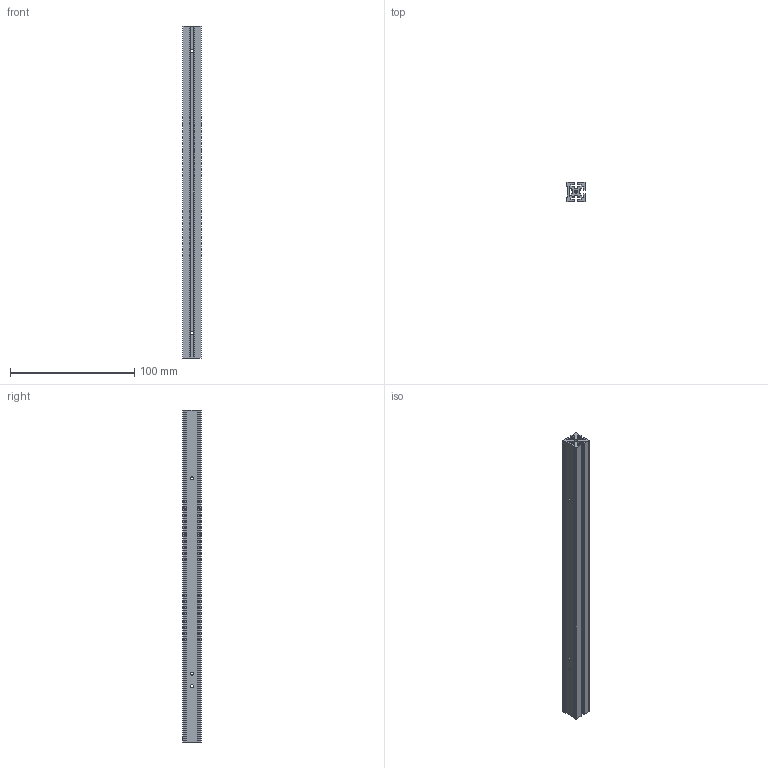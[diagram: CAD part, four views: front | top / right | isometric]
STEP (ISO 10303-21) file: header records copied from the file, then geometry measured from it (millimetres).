
FILE_DESCRIPTION (( 'STEP AP214' ), '1' );
FILE_NAME ('JXHMP4602-03023-a 菁綴筵褽.step', '2025-02-07T09:21:08', ( 'Windows User' ), ( 'P R C' ), 'SwSTEP 2.0', 'SolidWorks 2020', '' );
FILE_SCHEMA (( 'AUTOMOTIVE_DESIGN' ));
Length unit declared in the file: millimetre
Products named in the file (1): JXHMP4602-03023-a 菁綴筵褽
Bounding box: 15 x 15 x 267 mm (x, y, z)
Volume: 34956.6 mm3; surface area: 38301.7 mm2
Topology: 1 solids, 1 shells, 183 faces, 550 edges, 350 vertices
Faces by surface type: cylinder 100, plane 75, bspline 8
Entity records: 7072 total; most frequent: CARTESIAN_POINT 1788, ORIENTED_EDGE 1100, DIRECTION 1026, EDGE_CURVE 550, AXIS2_PLACEMENT_3D 356, VERTEX_POINT 350, VECTOR 314, LINE 314
